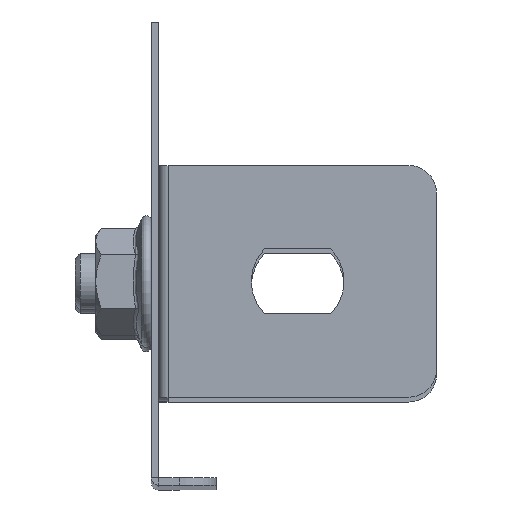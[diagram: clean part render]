
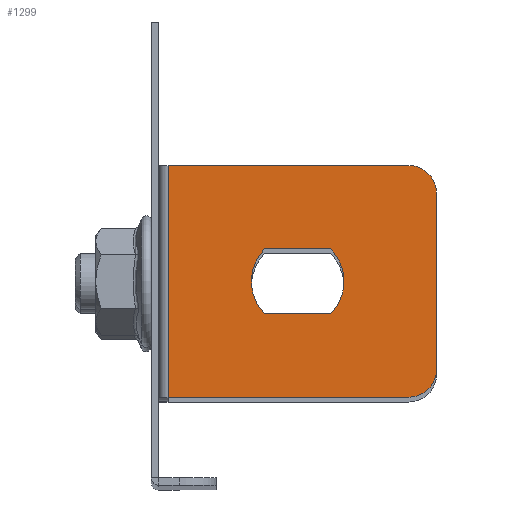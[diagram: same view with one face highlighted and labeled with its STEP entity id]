
A CAD part, top view. The second image highlights one B-rep face of the part: STEP entity #1299.
In plain terms, the highlighted face is planar.
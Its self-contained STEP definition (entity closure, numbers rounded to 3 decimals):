
#162 = AXIS2_PLACEMENT_3D ( 'NONE', #3377, #3386, #3387 ) ;
#661 = EDGE_CURVE ( 'NONE', #755, #756, #2156, .T. ) ;
#680 = EDGE_CURVE ( 'NONE', #742, #729, #2188, .T. ) ;
#682 = EDGE_CURVE ( 'NONE', #726, #787, #2191, .T. ) ;
#683 = EDGE_CURVE ( 'NONE', #1014, #726, #2183, .T. ) ;
#684 = EDGE_CURVE ( 'NONE', #2467, #1014, #2193, .T. ) ;
#685 = EDGE_CURVE ( 'NONE', #787, #2467, #2194, .T. ) ;
#686 = EDGE_CURVE ( 'NONE', #756, #742, #2196, .T. ) ;
#687 = EDGE_CURVE ( 'NONE', #729, #724, #2199, .T. ) ;
#688 = EDGE_CURVE ( 'NONE', #758, #724, #2200, .T. ) ;
#689 = EDGE_CURVE ( 'NONE', #755, #758, #2201, .T. ) ;
#724 = VERTEX_POINT ( 'NONE', #1642 ) ;
#726 = VERTEX_POINT ( 'NONE', #1643 ) ;
#729 = VERTEX_POINT ( 'NONE', #1648 ) ;
#742 = VERTEX_POINT ( 'NONE', #1669 ) ;
#755 = VERTEX_POINT ( 'NONE', #1681 ) ;
#756 = VERTEX_POINT ( 'NONE', #1682 ) ;
#758 = VERTEX_POINT ( 'NONE', #1684 ) ;
#787 = VERTEX_POINT ( 'NONE', #1713 ) ;
#788 = EDGE_LOOP ( 'NONE', ( #926, #923, #924, #931 ) ) ;
#923 = ORIENTED_EDGE ( 'NONE', *, *, #683, .F. ) ;
#924 = ORIENTED_EDGE ( 'NONE', *, *, #684, .F. ) ;
#926 = ORIENTED_EDGE ( 'NONE', *, *, #682, .F. ) ;
#931 = ORIENTED_EDGE ( 'NONE', *, *, #685, .F. ) ;
#1014 = VERTEX_POINT ( 'NONE', #1714 ) ;
#1120 = AXIS2_PLACEMENT_3D ( 'NONE', #3194, #3195, #3417 ) ;
#1121 = AXIS2_PLACEMENT_3D ( 'NONE', #1560, #1561, #1562 ) ;
#1122 = AXIS2_PLACEMENT_3D ( 'NONE', #1565, #1566, #1567 ) ;
#1123 = AXIS2_PLACEMENT_3D ( 'NONE', #1568, #1569, #1570 ) ;
#1299 = ADVANCED_FACE ( 'NONE', ( #2603, #2606 ), #3381, .T. ) ;
#1370 = CARTESIAN_POINT ( 'NONE',  ( -18.571, 0., 3.5 ) ) ;
#1558 = DIRECTION ( 'NONE',  ( -1., 0., 0. ) ) ;
#1559 = CARTESIAN_POINT ( 'NONE',  ( -11.429, 0., 3.5 ) ) ;
#1560 = CARTESIAN_POINT ( 'NONE',  ( -15., 0., 0. ) ) ;
#1561 = DIRECTION ( 'NONE',  ( 0., -1., 0. ) ) ;
#1562 = DIRECTION ( 'NONE',  ( 1., 0., 0. ) ) ;
#1563 = CARTESIAN_POINT ( 'NONE',  ( 0., 0., -12.5 ) ) ;
#1564 = DIRECTION ( 'NONE',  ( -1., 0., 0. ) ) ;
#1565 = CARTESIAN_POINT ( 'NONE',  ( -27., 0., 9.5 ) ) ;
#1566 = DIRECTION ( 'NONE',  ( 0., -1., 0. ) ) ;
#1567 = DIRECTION ( 'NONE',  ( 1., 0., 0. ) ) ;
#1568 = CARTESIAN_POINT ( 'NONE',  ( -27., 0., -9.5 ) ) ;
#1569 = DIRECTION ( 'NONE',  ( 0., -1., 0. ) ) ;
#1570 = DIRECTION ( 'NONE',  ( 1., 0., 0. ) ) ;
#1571 = CARTESIAN_POINT ( 'NONE',  ( -1., 0., 12.5 ) ) ;
#1572 = DIRECTION ( 'NONE',  ( 0., 0., -1. ) ) ;
#1642 = CARTESIAN_POINT ( 'NONE',  ( -27., 0., -12.5 ) ) ;
#1643 = CARTESIAN_POINT ( 'NONE',  ( -11.429, 0., -3.5 ) ) ;
#1648 = CARTESIAN_POINT ( 'NONE',  ( -30., 0., -9.5 ) ) ;
#1669 = CARTESIAN_POINT ( 'NONE',  ( -30., 0., 9.5 ) ) ;
#1681 = CARTESIAN_POINT ( 'NONE',  ( -1., 0., 12.5 ) ) ;
#1682 = CARTESIAN_POINT ( 'NONE',  ( -27., 0., 12.5 ) ) ;
#1684 = CARTESIAN_POINT ( 'NONE',  ( -1., 0., -12.5 ) ) ;
#1713 = CARTESIAN_POINT ( 'NONE',  ( -11.429, 0., 3.5 ) ) ;
#1714 = CARTESIAN_POINT ( 'NONE',  ( -18.571, 0., -3.5 ) ) ;
#1873 = ORIENTED_EDGE ( 'NONE', *, *, #689, .F. ) ;
#1874 = ORIENTED_EDGE ( 'NONE', *, *, #688, .F. ) ;
#1878 = ORIENTED_EDGE ( 'NONE', *, *, #687, .T. ) ;
#1879 = ORIENTED_EDGE ( 'NONE', *, *, #680, .T. ) ;
#1880 = ORIENTED_EDGE ( 'NONE', *, *, #686, .T. ) ;
#1882 = ORIENTED_EDGE ( 'NONE', *, *, #661, .T. ) ;
#1908 = EDGE_LOOP ( 'NONE', ( #1882, #1880, #1879, #1878, #1874, #1873 ) ) ;
#2156 = LINE ( 'NONE', #3146, #2158 ) ;
#2158 = VECTOR ( 'NONE', #3147, 1000. ) ;
#2183 = LINE ( 'NONE', #3193, #2195 ) ;
#2188 = LINE ( 'NONE', #3180, #2190 ) ;
#2190 = VECTOR ( 'NONE', #3179, 1000. ) ;
#2191 = CIRCLE ( 'NONE', #1120, 5. ) ;
#2193 = CIRCLE ( 'NONE', #1121, 5. ) ;
#2194 = LINE ( 'NONE', #1559, #2198 ) ;
#2195 = VECTOR ( 'NONE', #3187, 1000. ) ;
#2196 = CIRCLE ( 'NONE', #1122, 3. ) ;
#2198 = VECTOR ( 'NONE', #1558, 1000. ) ;
#2199 = CIRCLE ( 'NONE', #1123, 3. ) ;
#2200 = LINE ( 'NONE', #1563, #2202 ) ;
#2201 = LINE ( 'NONE', #1571, #2204 ) ;
#2202 = VECTOR ( 'NONE', #1564, 1000. ) ;
#2204 = VECTOR ( 'NONE', #1572, 1000. ) ;
#2467 = VERTEX_POINT ( 'NONE', #1370 ) ;
#2603 = FACE_BOUND ( 'NONE', #788, .T. ) ;
#2606 = FACE_OUTER_BOUND ( 'NONE', #1908, .T. ) ;
#3146 = CARTESIAN_POINT ( 'NONE',  ( 0., 0., 12.5 ) ) ;
#3147 = DIRECTION ( 'NONE',  ( -1., 0., 0. ) ) ;
#3179 = DIRECTION ( 'NONE',  ( 0., 0., -1. ) ) ;
#3180 = CARTESIAN_POINT ( 'NONE',  ( -30., 0., 12.5 ) ) ;
#3187 = DIRECTION ( 'NONE',  ( 1., 0., 0. ) ) ;
#3193 = CARTESIAN_POINT ( 'NONE',  ( -18.571, 0., -3.5 ) ) ;
#3194 = CARTESIAN_POINT ( 'NONE',  ( -15., 0., 0. ) ) ;
#3195 = DIRECTION ( 'NONE',  ( 0., -1., 0. ) ) ;
#3377 = CARTESIAN_POINT ( 'NONE',  ( 0., 0., 12.5 ) ) ;
#3381 = PLANE ( 'NONE',  #162 ) ;
#3386 = DIRECTION ( 'NONE',  ( 0., -1., 0. ) ) ;
#3387 = DIRECTION ( 'NONE',  ( 1., 0., 0. ) ) ;
#3417 = DIRECTION ( 'NONE',  ( 1., 0., 0. ) ) ;
